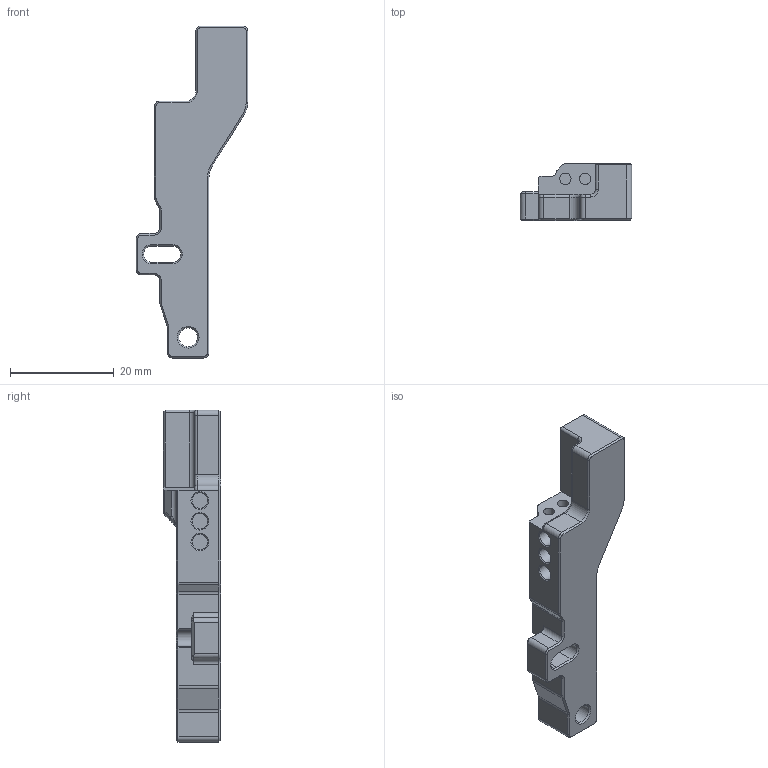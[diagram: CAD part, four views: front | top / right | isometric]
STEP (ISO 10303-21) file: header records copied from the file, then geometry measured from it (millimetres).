
FILE_DESCRIPTION(/* description */ (''),/* implementation_level */ '2;1');
FILE_NAME(/* name */ 'Cutter_Lever.step',/* time_stamp */ '2023-04-08T19:34:11+09:00',/* author */ (''),/* organization */ (''),/* preprocessor_version */ 'ST-DEVELOPER v19.2',/* originating_system */ 'Autodesk Translation Framework v12.4.0.73',/* authorisation */ '');
FILE_SCHEMA (('AUTOMOTIVE_DESIGN { 1 0 10303 214 3 1 1 }'));
Length unit declared in the file: millimetre
Products named in the file (1): Cutter_Mount_V1
Bounding box: 21.5 x 11 x 64 mm (x, y, z)
Volume: 5820.7 mm3; surface area: 3240.7 mm2
Topology: 1 solids, 1 shells, 163 faces, 381 edges, 223 vertices
Faces by surface type: plane 77, cone 38, cylinder 34, bspline 10, torus 3, sphere 1
Full cylindrical faces by diameter (mm): 2.2 x2, 3 x3, 3.6 x1
Entity records: 4704 total; most frequent: CARTESIAN_POINT 971, DIRECTION 786, ORIENTED_EDGE 760, EDGE_CURVE 380, AXIS2_PLACEMENT_3D 270, LINE 246, VECTOR 246, VERTEX_POINT 223
